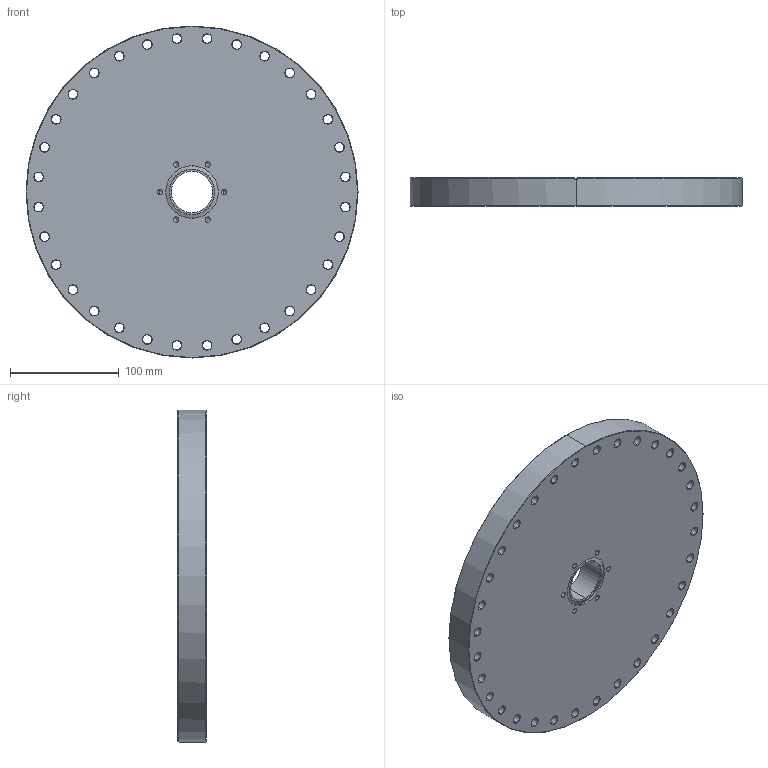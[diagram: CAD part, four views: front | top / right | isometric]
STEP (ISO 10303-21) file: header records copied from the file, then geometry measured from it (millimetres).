
FILE_DESCRIPTION (( 'STEP AP214' ), '1' );
FILE_NAME ('Hositrad_CFA250-38D.STEP', '2014-04-07T15:36:50', ( '' ), ( '' ), 'SwSTEP 2.0', 'SolidWorks 2014', '' );
FILE_SCHEMA (( 'AUTOMOTIVE_DESIGN' ));
Length unit declared in the file: millimetre
Products named in the file (1): Hositrad_CFA250-38D
Bounding box: 306 x 26 x 306 mm (x, y, z)
Volume: 1758524.5 mm3; surface area: 194496.4 mm2
Topology: 1 solids, 1 shells, 247 faces, 582 edges, 332 vertices
Faces by surface type: cone 152, cylinder 84, plane 11
Entity records: 7248 total; most frequent: DIRECTION 1378, CARTESIAN_POINT 1162, ORIENTED_EDGE 1140, EDGE_CURVE 570, AXIS2_PLACEMENT_3D 564, VERTEX_POINT 332, EDGE_LOOP 320, CIRCLE 316
